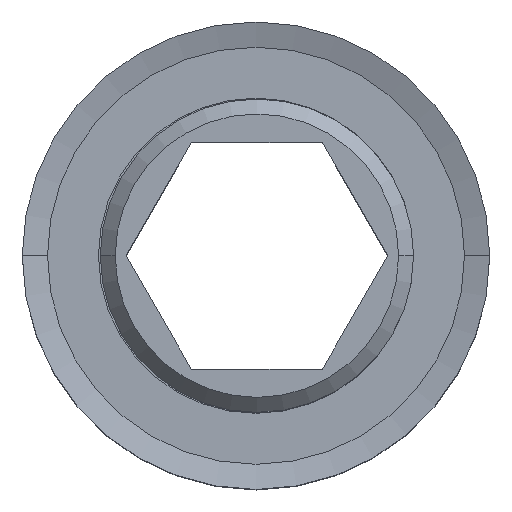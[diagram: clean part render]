
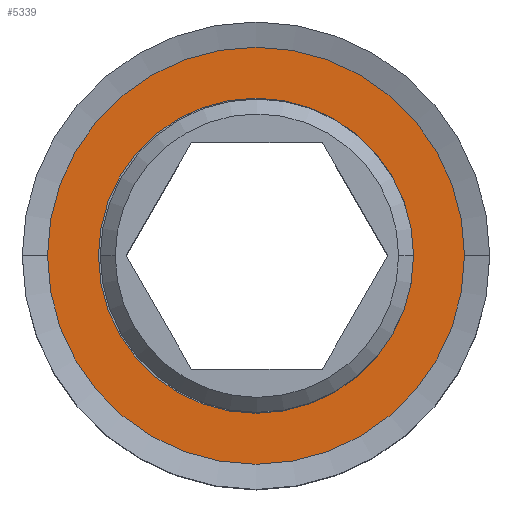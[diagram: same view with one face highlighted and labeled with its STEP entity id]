
A CAD part, top view. The second image highlights one B-rep face of the part: STEP entity #5339.
In plain terms, the highlighted planar face has unit normal (0, 0, 1).
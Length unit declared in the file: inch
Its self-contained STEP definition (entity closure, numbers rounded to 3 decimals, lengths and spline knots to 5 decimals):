
#148 = DIRECTION ( 'NONE',  ( -1., 0., 0. ) ) ;
#883 = CIRCLE ( 'NONE', #13237, 0.34748 ) ;
#1259 = CIRCLE ( 'NONE', #3090, 0.45987 ) ;
#2089 = DIRECTION ( 'NONE',  ( -1., 0., 0. ) ) ;
#2423 = CARTESIAN_POINT ( 'NONE',  ( -0.46188, 0., 0.32062 ) ) ;
#2445 = CARTESIAN_POINT ( 'NONE',  ( 0.34546, 0., 0.32062 ) ) ;
#2607 = AXIS2_PLACEMENT_3D ( 'NONE', #9346, #8032, #14385 ) ;
#2733 = VERTEX_POINT ( 'NONE', #2423 ) ;
#2982 = PLANE ( 'NONE',  #2607 ) ;
#3090 = AXIS2_PLACEMENT_3D ( 'NONE', #5859, #14873, #2089 ) ;
#3235 = DIRECTION ( 'NONE',  ( 0., 0., -1. ) ) ;
#3299 = FACE_BOUND ( 'NONE', #8427, .T. ) ;
#3490 = VERTEX_POINT ( 'NONE', #2445 ) ;
#3520 = CARTESIAN_POINT ( 'NONE',  ( -0.34949, 0., 0.32062 ) ) ;
#3646 = AXIS2_PLACEMENT_3D ( 'NONE', #15333, #12995, #14079 ) ;
#4347 = EDGE_LOOP ( 'NONE', ( #10211, #6471 ) ) ;
#4717 = DIRECTION ( 'NONE',  ( -1., 0., 0. ) ) ;
#5339 = ADVANCED_FACE ( 'NONE', ( #7124, #3299 ), #2982, .F. ) ;
#5495 = CIRCLE ( 'NONE', #13660, 0.34748 ) ;
#5653 = ORIENTED_EDGE ( 'NONE', *, *, #7875, .T. ) ;
#5792 = CARTESIAN_POINT ( 'NONE',  ( -0.00201, 0., 0.32062 ) ) ;
#5859 = CARTESIAN_POINT ( 'NONE',  ( -0.00201, 0., 0.32062 ) ) ;
#5940 = EDGE_CURVE ( 'NONE', #2733, #8071, #11071, .T. ) ;
#6454 = CARTESIAN_POINT ( 'NONE',  ( -0.00201, 0., 0.32062 ) ) ;
#6471 = ORIENTED_EDGE ( 'NONE', *, *, #5940, .F. ) ;
#7079 = EDGE_CURVE ( 'NONE', #8071, #2733, #1259, .T. ) ;
#7124 = FACE_OUTER_BOUND ( 'NONE', #4347, .T. ) ;
#7312 = VERTEX_POINT ( 'NONE', #3520 ) ;
#7875 = EDGE_CURVE ( 'NONE', #7312, #3490, #5495, .T. ) ;
#8032 = DIRECTION ( 'NONE',  ( 0., 0., -1. ) ) ;
#8071 = VERTEX_POINT ( 'NONE', #14859 ) ;
#8427 = EDGE_LOOP ( 'NONE', ( #5653, #15065 ) ) ;
#9346 = CARTESIAN_POINT ( 'NONE',  ( 0.45786, 0., 0.32062 ) ) ;
#10211 = ORIENTED_EDGE ( 'NONE', *, *, #7079, .F. ) ;
#11071 = CIRCLE ( 'NONE', #3646, 0.45987 ) ;
#12737 = DIRECTION ( 'NONE',  ( 0., 0., -1. ) ) ;
#12995 = DIRECTION ( 'NONE',  ( 0., 0., -1. ) ) ;
#13237 = AXIS2_PLACEMENT_3D ( 'NONE', #5792, #3235, #4717 ) ;
#13660 = AXIS2_PLACEMENT_3D ( 'NONE', #6454, #12737, #148 ) ;
#14079 = DIRECTION ( 'NONE',  ( -1., 0., 0. ) ) ;
#14385 = DIRECTION ( 'NONE',  ( -1., 0., 0. ) ) ;
#14859 = CARTESIAN_POINT ( 'NONE',  ( 0.45786, 0., 0.32062 ) ) ;
#14873 = DIRECTION ( 'NONE',  ( 0., 0., -1. ) ) ;
#15065 = ORIENTED_EDGE ( 'NONE', *, *, #15463, .T. ) ;
#15333 = CARTESIAN_POINT ( 'NONE',  ( -0.00201, 0., 0.32062 ) ) ;
#15463 = EDGE_CURVE ( 'NONE', #3490, #7312, #883, .T. ) ;
